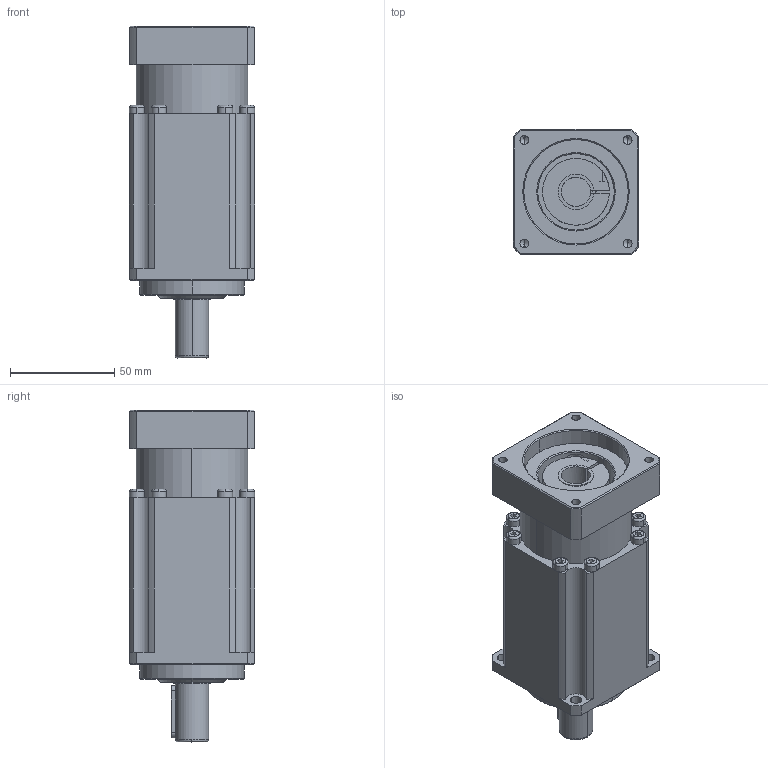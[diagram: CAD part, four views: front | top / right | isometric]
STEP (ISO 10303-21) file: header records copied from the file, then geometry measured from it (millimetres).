
FILE_DESCRIPTION (( 'STEP AP203' ), '1' );
FILE_NAME ('060ZB媼撰400w-2018-1-20.STEP', '2018-01-20T04:23:52', ( 'china' ), ( 'china' ), 'SwSTEP 2.0', 'SolidWorks 2013', '' );
FILE_SCHEMA (( 'CONFIG_CONTROL_DESIGN' ));
Length unit declared in the file: millimetre
Products named in the file (1): 060ZB媼撰400w-2018-1-20
Bounding box: 60 x 60 x 159 mm (x, y, z)
Volume: 369427.2 mm3; surface area: 48299.3 mm2
Topology: 2 solids, 2 shells, 246 faces, 614 edges, 396 vertices
Faces by surface type: plane 108, cylinder 88, cone 32, bspline 18
Entity records: 7786 total; most frequent: CARTESIAN_POINT 1851, DIRECTION 1234, ORIENTED_EDGE 1212, EDGE_CURVE 606, AXIS2_PLACEMENT_3D 458, VERTEX_POINT 396, VECTOR 318, LINE 318
